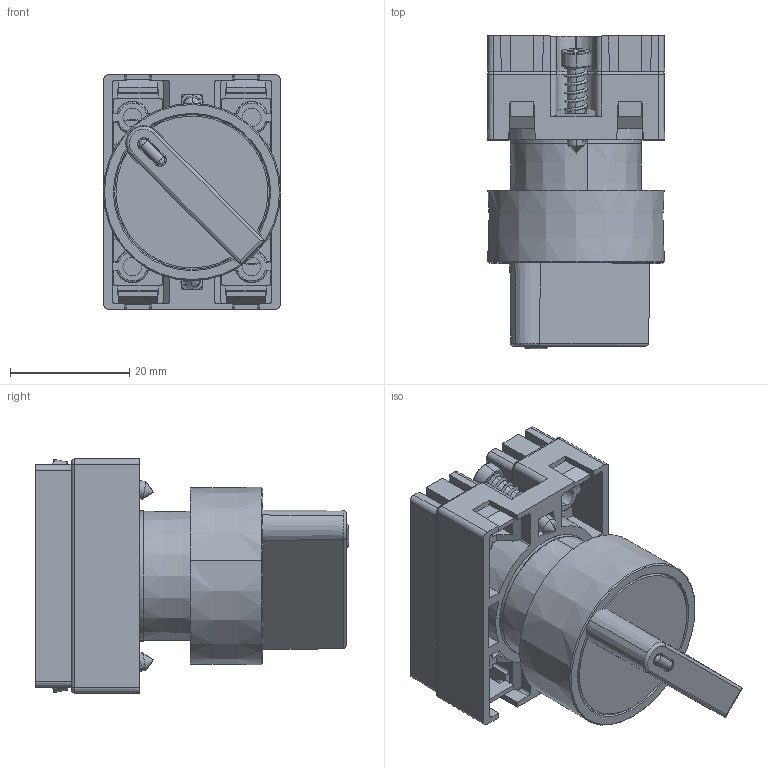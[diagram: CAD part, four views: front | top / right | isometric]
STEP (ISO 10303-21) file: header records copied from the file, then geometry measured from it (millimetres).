
FILE_DESCRIPTION (( 'STEP AP203' ), '1' );
FILE_NAME ('ECP3300.STEP', '2023-06-28T10:25:52', ( '' ), ( '' ), 'SwSTEP 2.0', 'SolidWorks 2021', '' );
FILE_SCHEMA (( 'CONFIG_CONTROL_DESIGN' ));
Length unit declared in the file: inch
Products named in the file (1): ECP3300
Bounding box: 29.8 x 52.6 x 39.5 mm (x, y, z)
Volume: 17942.6 mm3; surface area: 20340.1 mm2
Topology: 8 solids, 8 shells, 839 faces, 2280 edges, 1479 vertices
Faces by surface type: plane 404, cone 194, cylinder 157, bspline 80, torus 4
Entity records: 31589 total; most frequent: CARTESIAN_POINT 11261, ORIENTED_EDGE 4552, DIRECTION 3917, EDGE_CURVE 2276, VERTEX_POINT 1479, AXIS2_PLACEMENT_3D 1357, LINE 1203, VECTOR 1203
